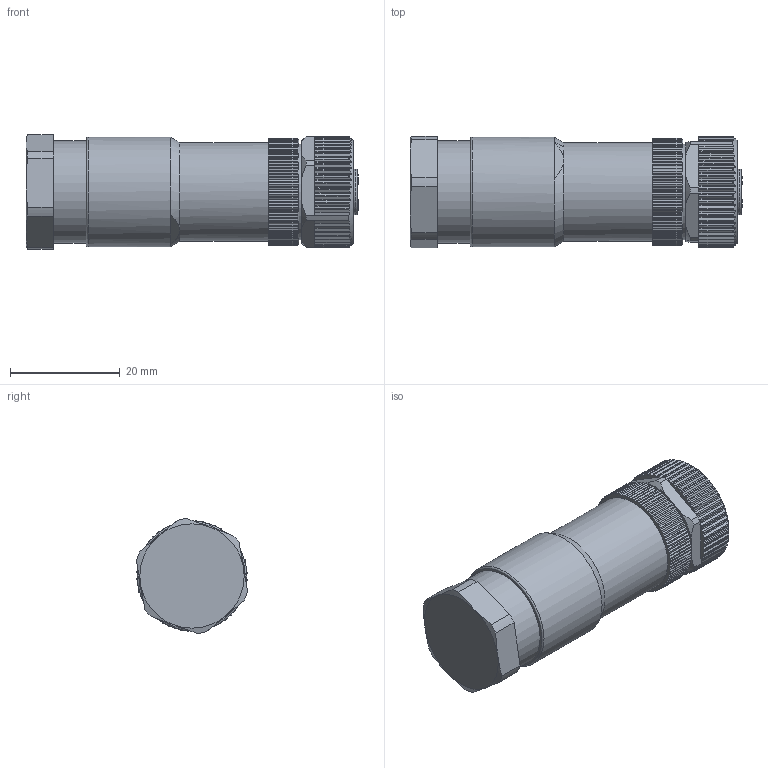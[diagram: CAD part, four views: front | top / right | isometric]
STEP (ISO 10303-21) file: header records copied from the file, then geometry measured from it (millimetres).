
FILE_DESCRIPTION(/* description */ (''),/* implementation_level */ '2;1');
FILE_NAME(/* name */ '8063398_stp.stp',/* time_stamp */ '2016-04-13T09:23:22+02:00',/* author */ (''),/* organization */ (''),/* preprocessor_version */ 'ST-DEVELOPER v16',/* originating_system */ 'SIEMENS PLM Software NX 10.0',/* authorisation */ '');
FILE_SCHEMA (('AUTOMOTIVE_DESIGN { 1 0 10303 214 3 1 1 1 }'));
Length unit declared in the file: millimetre
Products named in the file (1): 8063398_stp
Bounding box: 60.5 x 20.26 x 20.91 mm (x, y, z)
Volume: 16793.4 mm3; surface area: 5341.1 mm2
Topology: 1 solids, 1 shells, 663 faces, 1875 edges, 1231 vertices
Faces by surface type: plane 366, cylinder 244, cone 22, extrusion 16, torus 12, bspline 3
Full cylindrical faces by diameter (mm): 2.25 x4, 8.3 x2, 10.9 x1, 11.05 x1, 17.39 x1, 18 x1, 18.6 x1, 20 x1
Entity records: 23296 total; most frequent: CARTESIAN_POINT 6799, ORIENTED_EDGE 3676, DIRECTION 3115, EDGE_CURVE 1838, VERTEX_POINT 1219, AXIS2_PLACEMENT_3D 1075, VECTOR 965, LINE 949
